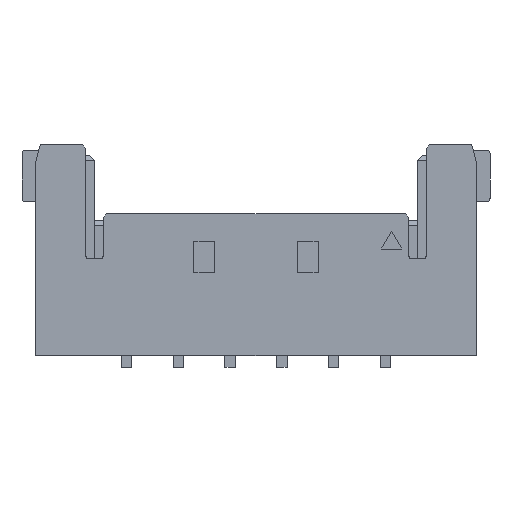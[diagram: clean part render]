
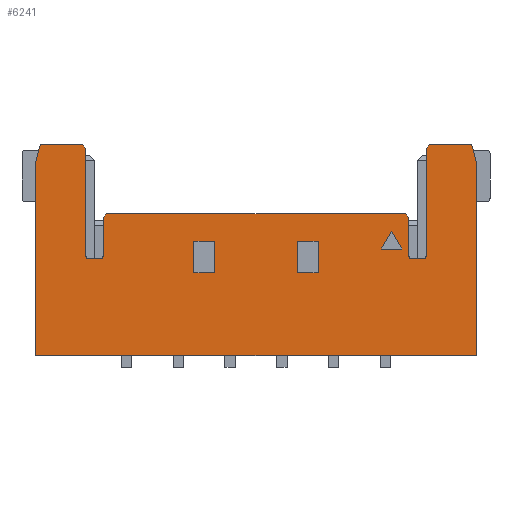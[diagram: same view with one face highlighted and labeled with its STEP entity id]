
A CAD part, top view. The second image highlights one B-rep face of the part: STEP entity #6241.
In plain terms, the highlighted planar face has unit normal (0, 0, 1).
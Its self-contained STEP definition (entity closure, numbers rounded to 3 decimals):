
#951=DIRECTION('',(0.,-1.,0.));
#952=VECTOR('',#951,3.12);
#953=CARTESIAN_POINT('',(-4.925,6.,0.98));
#954=LINE('',#953,#952);
#955=CARTESIAN_POINT('',(-4.845,2.88,0.98));
#956=DIRECTION('',(0.,0.,1.));
#957=DIRECTION('',(-1.,0.,0.));
#958=AXIS2_PLACEMENT_3D('',#955,#956,#957);
#960=DIRECTION('',(1.,0.,0.));
#961=VECTOR('',#960,0.34);
#962=CARTESIAN_POINT('',(-4.845,2.8,0.98));
#963=LINE('',#962,#961);
#964=CARTESIAN_POINT('',(-4.505,2.88,0.98));
#965=DIRECTION('',(0.,0.,1.));
#966=DIRECTION('',(0.,-1.,0.));
#967=AXIS2_PLACEMENT_3D('',#964,#965,#966);
#969=DIRECTION('',(0.,1.,0.));
#970=VECTOR('',#969,1.12);
#971=CARTESIAN_POINT('',(-4.425,2.88,0.98));
#972=LINE('',#971,#970);
#973=DIRECTION('',(0.707,0.707,0.));
#974=VECTOR('',#973,0.141);
#975=CARTESIAN_POINT('',(-4.425,4.,0.98));
#976=LINE('',#975,#974);
#977=DIRECTION('',(-1.,0.,0.));
#978=VECTOR('',#977,8.65);
#979=CARTESIAN_POINT('',(4.325,4.1,0.98));
#980=LINE('',#979,#978);
#981=DIRECTION('',(0.707,-0.707,0.));
#982=VECTOR('',#981,0.141);
#983=CARTESIAN_POINT('',(4.325,4.1,0.98));
#984=LINE('',#983,#982);
#985=DIRECTION('',(0.,-1.,0.));
#986=VECTOR('',#985,1.12);
#987=CARTESIAN_POINT('',(4.425,4.,0.98));
#988=LINE('',#987,#986);
#989=CARTESIAN_POINT('',(4.505,2.88,0.98));
#990=DIRECTION('',(0.,0.,1.));
#991=DIRECTION('',(-1.,0.,0.));
#992=AXIS2_PLACEMENT_3D('',#989,#990,#991);
#994=DIRECTION('',(1.,0.,0.));
#995=VECTOR('',#994,0.34);
#996=CARTESIAN_POINT('',(4.505,2.8,0.98));
#997=LINE('',#996,#995);
#998=CARTESIAN_POINT('',(4.845,2.88,0.98));
#999=DIRECTION('',(0.,0.,1.));
#1000=DIRECTION('',(0.,-1.,0.));
#1001=AXIS2_PLACEMENT_3D('',#998,#999,#1000);
#1003=DIRECTION('',(0.,1.,0.));
#1004=VECTOR('',#1003,3.12);
#1005=CARTESIAN_POINT('',(4.925,2.88,0.98));
#1006=LINE('',#1005,#1004);
#1007=DIRECTION('',(0.707,0.707,0.));
#1008=VECTOR('',#1007,0.141);
#1009=CARTESIAN_POINT('',(4.925,6.,0.98));
#1010=LINE('',#1009,#1008);
#1011=DIRECTION('',(-1.,0.,0.));
#1012=VECTOR('',#1011,1.22);
#1013=CARTESIAN_POINT('',(6.245,6.1,0.98));
#1014=LINE('',#1013,#1012);
#1015=DIRECTION('',(-0.252,0.968,0.));
#1016=VECTOR('',#1015,0.517);
#1017=CARTESIAN_POINT('',(6.375,5.6,0.98));
#1018=LINE('',#1017,#1016);
#1019=DIRECTION('',(0.,1.,0.));
#1020=VECTOR('',#1019,5.6);
#1021=CARTESIAN_POINT('',(6.375,0.,0.98));
#1022=LINE('',#1021,#1020);
#1023=DIRECTION('',(1.,0.,0.));
#1024=VECTOR('',#1023,12.75);
#1025=CARTESIAN_POINT('',(-6.375,0.,0.98));
#1026=LINE('',#1025,#1024);
#1027=DIRECTION('',(0.,-1.,0.));
#1028=VECTOR('',#1027,5.6);
#1029=CARTESIAN_POINT('',(-6.375,5.6,0.98));
#1030=LINE('',#1029,#1028);
#1031=DIRECTION('',(-0.252,-0.968,0.));
#1032=VECTOR('',#1031,0.517);
#1033=CARTESIAN_POINT('',(-6.245,6.1,0.98));
#1034=LINE('',#1033,#1032);
#1035=DIRECTION('',(-1.,0.,0.));
#1036=VECTOR('',#1035,1.22);
#1037=CARTESIAN_POINT('',(-5.025,6.1,0.98));
#1038=LINE('',#1037,#1036);
#1039=DIRECTION('',(0.707,-0.707,0.));
#1040=VECTOR('',#1039,0.141);
#1041=CARTESIAN_POINT('',(-5.025,6.1,0.98));
#1042=LINE('',#1041,#1040);
#1043=DIRECTION('',(0.,-1.,0.));
#1044=VECTOR('',#1043,0.9);
#1045=CARTESIAN_POINT('',(-1.8,3.3,0.98));
#1046=LINE('',#1045,#1044);
#1047=DIRECTION('',(1.,0.,0.));
#1048=VECTOR('',#1047,0.6);
#1049=CARTESIAN_POINT('',(-1.8,2.4,0.98));
#1050=LINE('',#1049,#1048);
#1051=DIRECTION('',(0.,1.,0.));
#1052=VECTOR('',#1051,0.9);
#1053=CARTESIAN_POINT('',(-1.2,2.4,0.98));
#1054=LINE('',#1053,#1052);
#1055=DIRECTION('',(-1.,0.,0.));
#1056=VECTOR('',#1055,0.6);
#1057=CARTESIAN_POINT('',(-1.2,3.3,0.98));
#1058=LINE('',#1057,#1056);
#1059=DIRECTION('',(-1.,0.,0.));
#1060=VECTOR('',#1059,0.6);
#1061=CARTESIAN_POINT('',(1.8,3.3,0.98));
#1062=LINE('',#1061,#1060);
#1063=DIRECTION('',(0.,-1.,0.));
#1064=VECTOR('',#1063,0.9);
#1065=CARTESIAN_POINT('',(1.2,3.3,0.98));
#1066=LINE('',#1065,#1064);
#1067=DIRECTION('',(1.,0.,0.));
#1068=VECTOR('',#1067,0.6);
#1069=CARTESIAN_POINT('',(1.2,2.4,0.98));
#1070=LINE('',#1069,#1068);
#1071=DIRECTION('',(0.,1.,0.));
#1072=VECTOR('',#1071,0.9);
#1073=CARTESIAN_POINT('',(1.8,2.4,0.98));
#1074=LINE('',#1073,#1072);
#1075=DIRECTION('',(-0.5,-0.866,0.));
#1076=VECTOR('',#1075,0.6);
#1077=CARTESIAN_POINT('',(3.925,3.6,0.98));
#1078=LINE('',#1077,#1076);
#1079=DIRECTION('',(1.,0.,0.));
#1080=VECTOR('',#1079,0.6);
#1081=CARTESIAN_POINT('',(3.625,3.08,0.98));
#1082=LINE('',#1081,#1080);
#1083=DIRECTION('',(-0.5,0.866,0.));
#1084=VECTOR('',#1083,0.6);
#1085=CARTESIAN_POINT('',(4.225,3.08,0.98));
#1086=LINE('',#1085,#1084);
#3777=CARTESIAN_POINT('',(-6.375,5.6,0.98));
#3778=CARTESIAN_POINT('',(-6.375,0.,0.98));
#3779=VERTEX_POINT('',#3777);
#3780=VERTEX_POINT('',#3778);
#3781=CARTESIAN_POINT('',(6.375,0.,0.98));
#3782=VERTEX_POINT('',#3781);
#3783=CARTESIAN_POINT('',(6.375,5.6,0.98));
#3784=VERTEX_POINT('',#3783);
#3785=CARTESIAN_POINT('',(6.245,6.1,0.98));
#3786=VERTEX_POINT('',#3785);
#3787=CARTESIAN_POINT('',(-6.245,6.1,0.98));
#3788=VERTEX_POINT('',#3787);
#3813=CARTESIAN_POINT('',(-4.925,6.,0.98));
#3814=CARTESIAN_POINT('',(-4.925,2.88,0.98));
#3815=VERTEX_POINT('',#3813);
#3816=VERTEX_POINT('',#3814);
#3817=CARTESIAN_POINT('',(-4.845,2.8,0.98));
#3818=CARTESIAN_POINT('',(-4.505,2.8,0.98));
#3819=VERTEX_POINT('',#3817);
#3820=VERTEX_POINT('',#3818);
#3821=CARTESIAN_POINT('',(-4.425,2.88,0.98));
#3822=CARTESIAN_POINT('',(-4.425,4.,0.98));
#3823=VERTEX_POINT('',#3821);
#3824=VERTEX_POINT('',#3822);
#3825=CARTESIAN_POINT('',(-4.325,4.1,0.98));
#3826=VERTEX_POINT('',#3825);
#3827=CARTESIAN_POINT('',(-5.025,6.1,0.98));
#3828=VERTEX_POINT('',#3827);
#3829=CARTESIAN_POINT('',(4.925,6.,0.98));
#3830=CARTESIAN_POINT('',(5.025,6.1,0.98));
#3831=VERTEX_POINT('',#3829);
#3832=VERTEX_POINT('',#3830);
#3833=CARTESIAN_POINT('',(4.325,4.1,0.98));
#3834=CARTESIAN_POINT('',(4.425,4.,0.98));
#3835=VERTEX_POINT('',#3833);
#3836=VERTEX_POINT('',#3834);
#3837=CARTESIAN_POINT('',(4.425,2.88,0.98));
#3838=VERTEX_POINT('',#3837);
#3839=CARTESIAN_POINT('',(4.505,2.8,0.98));
#3840=CARTESIAN_POINT('',(4.845,2.8,0.98));
#3841=VERTEX_POINT('',#3839);
#3842=VERTEX_POINT('',#3840);
#3843=CARTESIAN_POINT('',(4.925,2.88,0.98));
#3844=VERTEX_POINT('',#3843);
#4497=CARTESIAN_POINT('',(-1.8,3.3,0.98));
#4498=CARTESIAN_POINT('',(-1.8,2.4,0.98));
#4499=VERTEX_POINT('',#4497);
#4500=VERTEX_POINT('',#4498);
#4501=CARTESIAN_POINT('',(-1.2,2.4,0.98));
#4502=VERTEX_POINT('',#4501);
#4503=CARTESIAN_POINT('',(-1.2,3.3,0.98));
#4504=VERTEX_POINT('',#4503);
#4505=CARTESIAN_POINT('',(1.8,3.3,0.98));
#4506=CARTESIAN_POINT('',(1.2,3.3,0.98));
#4507=VERTEX_POINT('',#4505);
#4508=VERTEX_POINT('',#4506);
#4509=CARTESIAN_POINT('',(1.2,2.4,0.98));
#4510=VERTEX_POINT('',#4509);
#4511=CARTESIAN_POINT('',(1.8,2.4,0.98));
#4512=VERTEX_POINT('',#4511);
#4891=CARTESIAN_POINT('',(3.925,3.6,0.98));
#4892=CARTESIAN_POINT('',(3.625,3.08,0.98));
#4893=VERTEX_POINT('',#4891);
#4894=VERTEX_POINT('',#4892);
#4895=CARTESIAN_POINT('',(4.225,3.08,0.98));
#4896=VERTEX_POINT('',#4895);
#6165=CARTESIAN_POINT('',(0.,0.,0.98));
#6166=DIRECTION('',(0.,0.,1.));
#6167=DIRECTION('',(0.,-1.,0.));
#6168=AXIS2_PLACEMENT_3D('',#6165,#6166,#6167);
#6169=PLANE('',#6168);
#6170=ORIENTED_EDGE('',*,*,#6092,.T.);
#6172=ORIENTED_EDGE('',*,*,#6171,.T.);
#6173=ORIENTED_EDGE('',*,*,#6155,.T.);
#6175=ORIENTED_EDGE('',*,*,#6174,.T.);
#6177=ORIENTED_EDGE('',*,*,#6176,.T.);
#6179=ORIENTED_EDGE('',*,*,#6178,.T.);
#6181=ORIENTED_EDGE('',*,*,#6180,.F.);
#6183=ORIENTED_EDGE('',*,*,#6182,.T.);
#6185=ORIENTED_EDGE('',*,*,#6184,.T.);
#6187=ORIENTED_EDGE('',*,*,#6186,.T.);
#6189=ORIENTED_EDGE('',*,*,#6188,.T.);
#6191=ORIENTED_EDGE('',*,*,#6190,.T.);
#6193=ORIENTED_EDGE('',*,*,#6192,.T.);
#6195=ORIENTED_EDGE('',*,*,#6194,.T.);
#6197=ORIENTED_EDGE('',*,*,#6196,.F.);
#6199=ORIENTED_EDGE('',*,*,#6198,.F.);
#6201=ORIENTED_EDGE('',*,*,#6200,.F.);
#6203=ORIENTED_EDGE('',*,*,#6202,.F.);
#6205=ORIENTED_EDGE('',*,*,#6204,.F.);
#6207=ORIENTED_EDGE('',*,*,#6206,.F.);
#6208=ORIENTED_EDGE('',*,*,#5945,.F.);
#6210=ORIENTED_EDGE('',*,*,#6209,.T.);
#6211=EDGE_LOOP('',(#6170,#6172,#6173,#6175,#6177,#6179,#6181,#6183,#6185,#6187,
#6189,#6191,#6193,#6195,#6197,#6199,#6201,#6203,#6205,#6207,#6208,#6210));
#6212=FACE_OUTER_BOUND('',#6211,.F.);
#6214=ORIENTED_EDGE('',*,*,#6213,.T.);
#6216=ORIENTED_EDGE('',*,*,#6215,.T.);
#6218=ORIENTED_EDGE('',*,*,#6217,.T.);
#6220=ORIENTED_EDGE('',*,*,#6219,.T.);
#6221=EDGE_LOOP('',(#6214,#6216,#6218,#6220));
#6222=FACE_BOUND('',#6221,.F.);
#6224=ORIENTED_EDGE('',*,*,#6223,.T.);
#6226=ORIENTED_EDGE('',*,*,#6225,.T.);
#6228=ORIENTED_EDGE('',*,*,#6227,.T.);
#6230=ORIENTED_EDGE('',*,*,#6229,.T.);
#6231=EDGE_LOOP('',(#6224,#6226,#6228,#6230));
#6232=FACE_BOUND('',#6231,.F.);
#6234=ORIENTED_EDGE('',*,*,#6233,.T.);
#6236=ORIENTED_EDGE('',*,*,#6235,.T.);
#6238=ORIENTED_EDGE('',*,*,#6237,.T.);
#6239=EDGE_LOOP('',(#6234,#6236,#6238));
#6240=FACE_BOUND('',#6239,.F.);
#6241=ADVANCED_FACE('',(#6212,#6222,#6232,#6240),#6169,.T.);
#959=CIRCLE('',#958,0.08);
#968=CIRCLE('',#967,0.08);
#993=CIRCLE('',#992,0.08);
#1002=CIRCLE('',#1001,0.08);
#5945=EDGE_CURVE('',#3828,#3788,#1038,.T.);
#6092=EDGE_CURVE('',#3815,#3816,#954,.T.);
#6155=EDGE_CURVE('',#3819,#3820,#963,.T.);
#6171=EDGE_CURVE('',#3816,#3819,#959,.T.);
#6174=EDGE_CURVE('',#3820,#3823,#968,.T.);
#6176=EDGE_CURVE('',#3823,#3824,#972,.T.);
#6178=EDGE_CURVE('',#3824,#3826,#976,.T.);
#6180=EDGE_CURVE('',#3835,#3826,#980,.T.);
#6182=EDGE_CURVE('',#3835,#3836,#984,.T.);
#6184=EDGE_CURVE('',#3836,#3838,#988,.T.);
#6186=EDGE_CURVE('',#3838,#3841,#993,.T.);
#6188=EDGE_CURVE('',#3841,#3842,#997,.T.);
#6190=EDGE_CURVE('',#3842,#3844,#1002,.T.);
#6192=EDGE_CURVE('',#3844,#3831,#1006,.T.);
#6194=EDGE_CURVE('',#3831,#3832,#1010,.T.);
#6196=EDGE_CURVE('',#3786,#3832,#1014,.T.);
#6198=EDGE_CURVE('',#3784,#3786,#1018,.T.);
#6200=EDGE_CURVE('',#3782,#3784,#1022,.T.);
#6202=EDGE_CURVE('',#3780,#3782,#1026,.T.);
#6204=EDGE_CURVE('',#3779,#3780,#1030,.T.);
#6206=EDGE_CURVE('',#3788,#3779,#1034,.T.);
#6209=EDGE_CURVE('',#3828,#3815,#1042,.T.);
#6213=EDGE_CURVE('',#4499,#4500,#1046,.T.);
#6215=EDGE_CURVE('',#4500,#4502,#1050,.T.);
#6217=EDGE_CURVE('',#4502,#4504,#1054,.T.);
#6219=EDGE_CURVE('',#4504,#4499,#1058,.T.);
#6223=EDGE_CURVE('',#4507,#4508,#1062,.T.);
#6225=EDGE_CURVE('',#4508,#4510,#1066,.T.);
#6227=EDGE_CURVE('',#4510,#4512,#1070,.T.);
#6229=EDGE_CURVE('',#4512,#4507,#1074,.T.);
#6233=EDGE_CURVE('',#4893,#4894,#1078,.T.);
#6235=EDGE_CURVE('',#4894,#4896,#1082,.T.);
#6237=EDGE_CURVE('',#4896,#4893,#1086,.T.);
